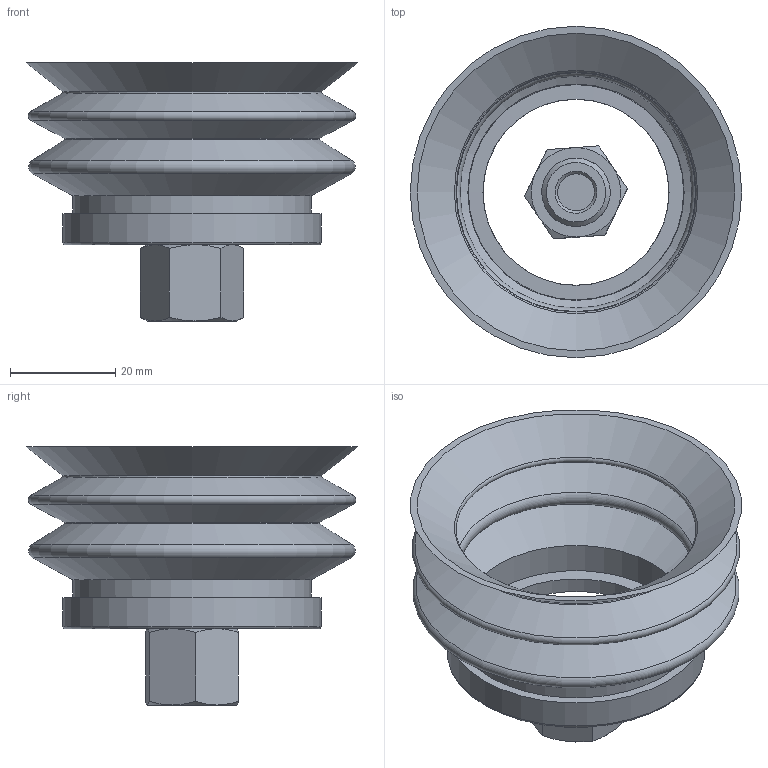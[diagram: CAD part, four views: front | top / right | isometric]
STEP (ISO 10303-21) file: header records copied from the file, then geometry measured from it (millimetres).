
FILE_DESCRIPTION(/* description */ (''),/* implementation_level */ '2;1');
FILE_NAME(/* name */ 'vf63cn.stp',/* time_stamp */ '2022-11-22T12:48:37+01:00',/* author */ ('Enginyeria2'),/* organization */ (''),/* preprocessor_version */ 'ST-DEVELOPER v17',/* originating_system */ 'Autodesk Inventor 2019',/* authorisation */ '');
FILE_SCHEMA (('AUTOMOTIVE_DESIGN { 1 0 10303 214 3 1 1 }'));
Length unit declared in the file: millimetre
Products named in the file (1): Pieza26
Bounding box: 63 x 63 x 49.04 mm (x, y, z)
Volume: 22862.1 mm3; surface area: 25181 mm2
Topology: 3 solids, 3 shells, 66 faces, 195 edges, 136 vertices
Faces by surface type: cone 38, plane 13, torus 11, cylinder 4
Full cylindrical faces by diameter (mm): 7 x1, 11.4 x1, 13 x2
Entity records: 2383 total; most frequent: CARTESIAN_POINT 446, DIRECTION 440, ORIENTED_EDGE 390, AXIS2_PLACEMENT_3D 202, EDGE_CURVE 195, VERTEX_POINT 136, CIRCLE 135, EDGE_LOOP 71
